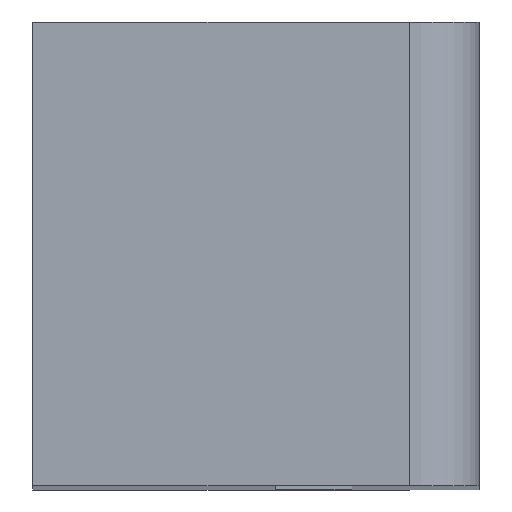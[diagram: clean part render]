
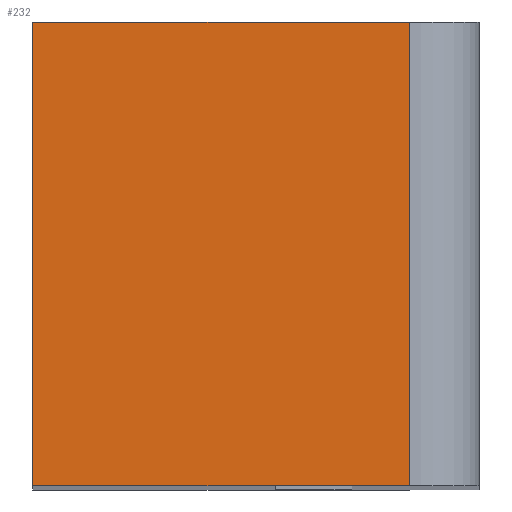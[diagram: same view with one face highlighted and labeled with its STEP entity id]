
A CAD part, top view. The second image highlights one B-rep face of the part: STEP entity #232.
In plain terms, the highlighted planar face has unit normal (0, 0, 1).
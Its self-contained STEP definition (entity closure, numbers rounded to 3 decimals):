
#32=FACE_OUTER_BOUND('',#46,.T.);
#46=EDGE_LOOP('',(#199,#200,#201,#202));
#68=LINE('',#375,#94);
#69=LINE('',#380,#95);
#70=LINE('',#383,#96);
#73=LINE('',#388,#99);
#94=VECTOR('',#307,10.);
#95=VECTOR('',#314,10.);
#96=VECTOR('',#317,10.);
#99=VECTOR('',#322,10.);
#116=VERTEX_POINT('',#372);
#117=VERTEX_POINT('',#374);
#118=VERTEX_POINT('',#378);
#119=VERTEX_POINT('',#382);
#142=EDGE_CURVE('',#116,#117,#68,.T.);
#145=EDGE_CURVE('',#117,#118,#69,.T.);
#146=EDGE_CURVE('',#119,#118,#70,.T.);
#149=EDGE_CURVE('',#119,#116,#73,.T.);
#199=ORIENTED_EDGE('',*,*,#145,.F.);
#200=ORIENTED_EDGE('',*,*,#142,.F.);
#201=ORIENTED_EDGE('',*,*,#149,.F.);
#202=ORIENTED_EDGE('',*,*,#146,.T.);
#219=PLANE('',#263);
#232=ADVANCED_FACE('',(#32),#219,.T.);
#263=AXIS2_PLACEMENT_3D('',#387,#320,#321);
#307=DIRECTION('',(1.,0.,0.));
#314=DIRECTION('',(0.,-1.,0.));
#317=DIRECTION('',(1.,0.,0.));
#320=DIRECTION('center_axis',(0.,0.,1.));
#321=DIRECTION('ref_axis',(0.,-1.,0.));
#322=DIRECTION('',(0.,1.,0.));
#372=CARTESIAN_POINT('',(0.,0.,0.));
#374=CARTESIAN_POINT('',(8.6,0.,0.));
#375=CARTESIAN_POINT('',(0.,0.,0.));
#378=CARTESIAN_POINT('',(8.6,-10.6,0.));
#380=CARTESIAN_POINT('',(8.6,-2.65,0.));
#382=CARTESIAN_POINT('',(0.,-10.6,0.));
#383=CARTESIAN_POINT('',(0.,-10.6,0.));
#387=CARTESIAN_POINT('Origin',(0.,0.,0.));
#388=CARTESIAN_POINT('',(0.,-10.6,0.));
